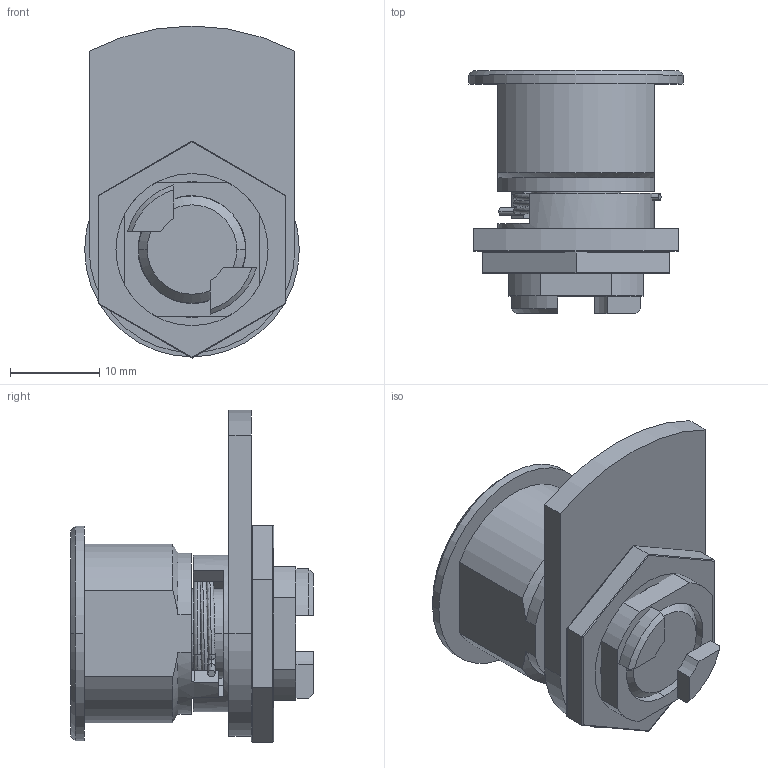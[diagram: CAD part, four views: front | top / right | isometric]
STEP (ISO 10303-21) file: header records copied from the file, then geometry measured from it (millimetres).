
FILE_DESCRIPTION((''),'2;1');
FILE_NAME('CTS_1770_ASM','2022-01-18T08:32:29',('jncu'),(''),'CREO PARAMETRIC BY PTC INC, 2018500','CREO PARAMETRIC BY PTC INC, 2018500','');
FILE_SCHEMA(('CONFIG_CONTROL_DESIGN'));
Length unit declared in the file: millimetre
Products named in the file (7): 250750; 146555; 234409; 265170; 129355; 150008; CTS_1770_ASM
Assembly tree (6 placements, depth 2):
  CTS_1770_ASM
    250750
    146555
    234409
    265170
    129355
    150008
Bounding box: 24 x 27.15 x 37.12 mm (x, y, z)
Volume: 7277.9 mm3; surface area: 7070.3 mm2
Topology: 6 solids, 7 shells, 144 faces, 348 edges, 220 vertices
Faces by surface type: cylinder 66, plane 54, cone 16, torus 6, bspline 2
Entity records: 5736 total; most frequent: CARTESIAN_POINT 2136, DIRECTION 764, ORIENTED_EDGE 692, EDGE_CURVE 348, AXIS2_PLACEMENT_3D 296, VERTEX_POINT 220, VECTOR 172, LINE 172
